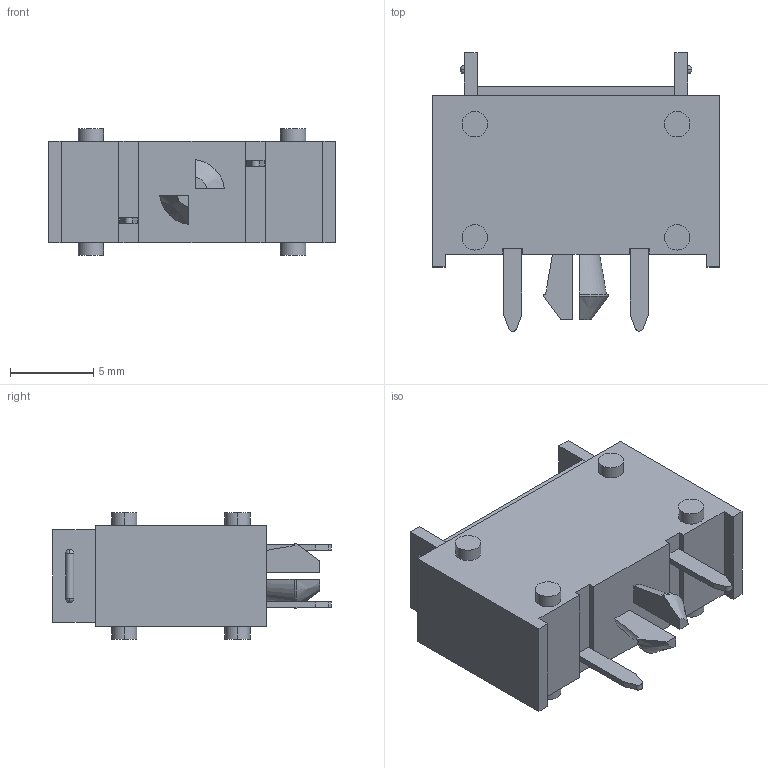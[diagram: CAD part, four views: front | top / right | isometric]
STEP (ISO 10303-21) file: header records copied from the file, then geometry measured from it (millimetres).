
FILE_DESCRIPTION (( 'STEP AP214' ), '1' );
FILE_NAME ('01530008Z.STEP', '2021-08-04T06:20:53', ( '' ), ( '' ), 'SwSTEP 2.0', 'SolidWorks 2018', '' );
FILE_SCHEMA (( 'AUTOMOTIVE_DESIGN' ));
Length unit declared in the file: inch
Products named in the file (1): 01530008Z
Bounding box: 17.3 x 16.77 x 7.62 mm (x, y, z)
Volume: 1085.2 mm3; surface area: 975.9 mm2
Topology: 4 solids, 4 shells, 108 faces, 272 edges, 176 vertices
Faces by surface type: plane 74, cylinder 22, sphere 8, bspline 2, torus 2
Entity records: 4724 total; most frequent: CARTESIAN_POINT 638, DIRECTION 536, ORIENTED_EDGE 528, EDGE_CURVE 264, LINE 190, VECTOR 190, VERTEX_POINT 176, AXIS2_PLACEMENT_3D 173
